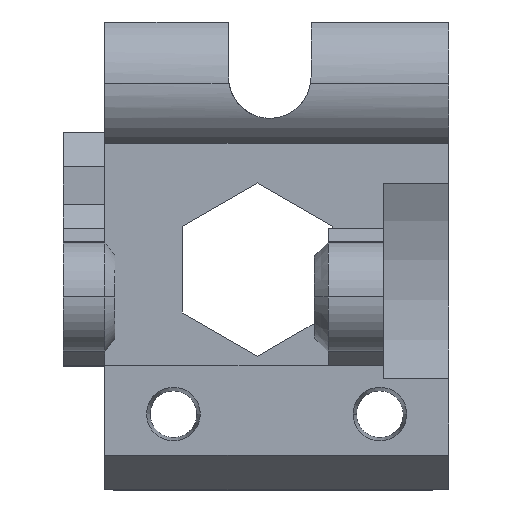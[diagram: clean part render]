
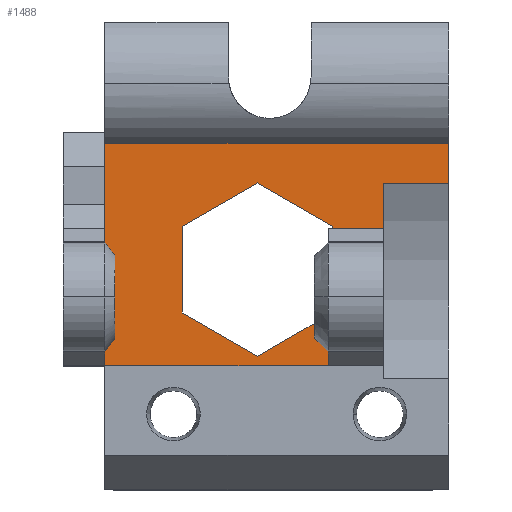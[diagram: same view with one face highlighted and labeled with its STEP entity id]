
A CAD part, top view. The second image highlights one B-rep face of the part: STEP entity #1488.
In plain terms, the highlighted planar face has unit normal (0, 0, 1).
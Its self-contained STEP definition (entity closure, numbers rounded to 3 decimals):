
#24 = CARTESIAN_POINT ( 'NONE',  ( 26.75, 12., -9. ) ) ;
#33 = CARTESIAN_POINT ( 'NONE',  ( 26.75, 32., -9. ) ) ;
#103 = CARTESIAN_POINT ( 'NONE',  ( 31.5, 35.246, -9. ) ) ;
#112 = VERTEX_POINT ( 'NONE', #33 ) ;
#132 = CARTESIAN_POINT ( 'NONE',  ( 12.144, 25.85, -9. ) ) ;
#167 = CARTESIAN_POINT ( 'NONE',  ( 31.5, 38.17, -9. ) ) ;
#212 = ORIENTED_EDGE ( 'NONE', *, *, #2397, .T. ) ;
#223 = VERTEX_POINT ( 'NONE', #132 ) ;
#262 = VERTEX_POINT ( 'NONE', #3593 ) ;
#274 = CARTESIAN_POINT ( 'NONE',  ( 22.75, 12., -9. ) ) ;
#317 = DIRECTION ( 'NONE',  ( 0., 1., 0. ) ) ;
#344 = EDGE_CURVE ( 'NONE', #2607, #262, #4090, .T. ) ;
#397 = LINE ( 'NONE', #24, #3536 ) ;
#404 = CARTESIAN_POINT ( 'NONE',  ( 6.5, 38.17, -9. ) ) ;
#551 = CARTESIAN_POINT ( 'NONE',  ( 14.872, 33.725, -9. ) ) ;
#569 = ORIENTED_EDGE ( 'NONE', *, *, #1546, .T. ) ;
#637 = EDGE_CURVE ( 'NONE', #4018, #3778, #2834, .T. ) ;
#648 = CARTESIAN_POINT ( 'NONE',  ( 6.5, 12., -9. ) ) ;
#655 = LINE ( 'NONE', #2216, #2437 ) ;
#673 = VERTEX_POINT ( 'NONE', #3867 ) ;
#674 = EDGE_LOOP ( 'NONE', ( #1671, #4208, #2886, #3320, #1874, #3714, #2345, #2831, #1314, #4077, #2272, #3640, #212, #2680, #569 ) ) ;
#703 = CARTESIAN_POINT ( 'NONE',  ( 20.328, 33.725, -9. ) ) ;
#712 = EDGE_CURVE ( 'NONE', #3803, #4002, #1742, .T. ) ;
#794 = VECTOR ( 'NONE', #2658, 1000. ) ;
#826 = LINE ( 'NONE', #3468, #1040 ) ;
#838 = LINE ( 'NONE', #703, #3974 ) ;
#847 = DIRECTION ( 'NONE',  ( 0., 1., 0. ) ) ;
#998 = LINE ( 'NONE', #648, #2719 ) ;
#1013 = CARTESIAN_POINT ( 'NONE',  ( 22.75, 22., -9. ) ) ;
#1018 = EDGE_CURVE ( 'NONE', #2986, #673, #4297, .T. ) ;
#1027 = DIRECTION ( 'NONE',  ( 0., -1., 0. ) ) ;
#1033 = DIRECTION ( 'NONE',  ( 0.866, -0.5, 0. ) ) ;
#1040 = VECTOR ( 'NONE', #1423, 1000. ) ;
#1102 = FACE_OUTER_BOUND ( 'NONE', #674, .T. ) ;
#1168 = EDGE_CURVE ( 'NONE', #262, #4461, #838, .T. ) ;
#1227 = PLANE ( 'NONE',  #2836 ) ;
#1292 = EDGE_CURVE ( 'NONE', #2390, #2890, #3270, .T. ) ;
#1314 = ORIENTED_EDGE ( 'NONE', *, *, #344, .T. ) ;
#1376 = CARTESIAN_POINT ( 'NONE',  ( 26.75, 35.246, -9. ) ) ;
#1422 = VECTOR ( 'NONE', #3908, 1000. ) ;
#1423 = DIRECTION ( 'NONE',  ( 1., 0., 0. ) ) ;
#1488 = ADVANCED_FACE ( 'NONE', ( #1102 ), #1227, .T. ) ;
#1541 = VECTOR ( 'NONE', #2155, 1000. ) ;
#1546 = EDGE_CURVE ( 'NONE', #2890, #3803, #4026, .T. ) ;
#1563 = CARTESIAN_POINT ( 'NONE',  ( 31.5, 12., -9. ) ) ;
#1615 = LINE ( 'NONE', #2899, #4276 ) ;
#1624 = DIRECTION ( 'NONE',  ( 0., 1., 0. ) ) ;
#1648 = EDGE_CURVE ( 'NONE', #4002, #4018, #998, .T. ) ;
#1671 = ORIENTED_EDGE ( 'NONE', *, *, #712, .T. ) ;
#1709 = DIRECTION ( 'NONE',  ( 0., -1., 0. ) ) ;
#1742 = LINE ( 'NONE', #2586, #2458 ) ;
#1766 = CARTESIAN_POINT ( 'NONE',  ( 6.5, 12., -9. ) ) ;
#1777 = CARTESIAN_POINT ( 'NONE',  ( 23.056, 32., -9. ) ) ;
#1874 = ORIENTED_EDGE ( 'NONE', *, *, #1018, .T. ) ;
#1875 = CARTESIAN_POINT ( 'NONE',  ( 6.5, 22., -9. ) ) ;
#1876 = CARTESIAN_POINT ( 'NONE',  ( 12.144, 32.15, -9. ) ) ;
#1951 = CARTESIAN_POINT ( 'NONE',  ( 23.056, 12., -9. ) ) ;
#2155 = DIRECTION ( 'NONE',  ( 0., -1., 0. ) ) ;
#2174 = EDGE_CURVE ( 'NONE', #4461, #3186, #2768, .T. ) ;
#2214 = DIRECTION ( 'NONE',  ( 1., 0., 0. ) ) ;
#2216 = CARTESIAN_POINT ( 'NONE',  ( 14.872, 24.275, -9. ) ) ;
#2222 = LINE ( 'NONE', #3080, #4060 ) ;
#2262 = DIRECTION ( 'NONE',  ( -0.866, 0.5, 0. ) ) ;
#2272 = ORIENTED_EDGE ( 'NONE', *, *, #2174, .T. ) ;
#2293 = VECTOR ( 'NONE', #1027, 1000. ) ;
#2345 = ORIENTED_EDGE ( 'NONE', *, *, #3277, .T. ) ;
#2390 = VERTEX_POINT ( 'NONE', #1376 ) ;
#2397 = EDGE_CURVE ( 'NONE', #112, #2390, #397, .T. ) ;
#2406 = CARTESIAN_POINT ( 'NONE',  ( 23.056, 32.15, -9. ) ) ;
#2437 = VECTOR ( 'NONE', #2262, 1000. ) ;
#2458 = VECTOR ( 'NONE', #3622, 1000. ) ;
#2494 = VECTOR ( 'NONE', #2563, 1000. ) ;
#2563 = DIRECTION ( 'NONE',  ( 1., 0., 0. ) ) ;
#2586 = CARTESIAN_POINT ( 'NONE',  ( 31.5, 38.17, -9. ) ) ;
#2607 = VERTEX_POINT ( 'NONE', #1876 ) ;
#2658 = DIRECTION ( 'NONE',  ( 0.866, 0.5, 0. ) ) ;
#2680 = ORIENTED_EDGE ( 'NONE', *, *, #1292, .T. ) ;
#2682 = CARTESIAN_POINT ( 'NONE',  ( 31.5, 35.246, -9. ) ) ;
#2719 = VECTOR ( 'NONE', #1709, 1000. ) ;
#2768 = LINE ( 'NONE', #1951, #2293 ) ;
#2831 = ORIENTED_EDGE ( 'NONE', *, *, #3824, .T. ) ;
#2834 = LINE ( 'NONE', #1766, #1541 ) ;
#2836 = AXIS2_PLACEMENT_3D ( 'NONE', #1563, #4281, #2214 ) ;
#2886 = ORIENTED_EDGE ( 'NONE', *, *, #637, .T. ) ;
#2890 = VERTEX_POINT ( 'NONE', #2682 ) ;
#2899 = CARTESIAN_POINT ( 'NONE',  ( 12.144, 29., -9. ) ) ;
#2986 = VERTEX_POINT ( 'NONE', #1013 ) ;
#3033 = EDGE_CURVE ( 'NONE', #3778, #2986, #826, .T. ) ;
#3080 = CARTESIAN_POINT ( 'NONE',  ( 20.328, 24.275, -9. ) ) ;
#3186 = VERTEX_POINT ( 'NONE', #1777 ) ;
#3189 = EDGE_CURVE ( 'NONE', #3186, #112, #4226, .T. ) ;
#3270 = LINE ( 'NONE', #103, #1422 ) ;
#3277 = EDGE_CURVE ( 'NONE', #4202, #223, #655, .T. ) ;
#3319 = VECTOR ( 'NONE', #1624, 1000. ) ;
#3320 = ORIENTED_EDGE ( 'NONE', *, *, #3033, .T. ) ;
#3468 = CARTESIAN_POINT ( 'NONE',  ( 31.5, 22., -9. ) ) ;
#3536 = VECTOR ( 'NONE', #4468, 1000. ) ;
#3593 = CARTESIAN_POINT ( 'NONE',  ( 17.6, 35.3, -9. ) ) ;
#3622 = DIRECTION ( 'NONE',  ( -1., 0., 0. ) ) ;
#3640 = ORIENTED_EDGE ( 'NONE', *, *, #3189, .T. ) ;
#3713 = CARTESIAN_POINT ( 'NONE',  ( 31.5, 12., -9. ) ) ;
#3714 = ORIENTED_EDGE ( 'NONE', *, *, #3872, .T. ) ;
#3778 = VERTEX_POINT ( 'NONE', #1875 ) ;
#3803 = VERTEX_POINT ( 'NONE', #167 ) ;
#3824 = EDGE_CURVE ( 'NONE', #223, #2607, #1615, .T. ) ;
#3865 = CARTESIAN_POINT ( 'NONE',  ( 6.5, 32., -9. ) ) ;
#3867 = CARTESIAN_POINT ( 'NONE',  ( 22.75, 25.673, -9. ) ) ;
#3872 = EDGE_CURVE ( 'NONE', #673, #4202, #2222, .T. ) ;
#3879 = CARTESIAN_POINT ( 'NONE',  ( 31.5, 32., -9. ) ) ;
#3908 = DIRECTION ( 'NONE',  ( 1., 0., 0. ) ) ;
#3974 = VECTOR ( 'NONE', #1033, 1000. ) ;
#4002 = VERTEX_POINT ( 'NONE', #404 ) ;
#4018 = VERTEX_POINT ( 'NONE', #3865 ) ;
#4026 = LINE ( 'NONE', #3713, #3319 ) ;
#4060 = VECTOR ( 'NONE', #4454, 1000. ) ;
#4077 = ORIENTED_EDGE ( 'NONE', *, *, #1168, .T. ) ;
#4090 = LINE ( 'NONE', #551, #794 ) ;
#4136 = VECTOR ( 'NONE', #317, 1000. ) ;
#4202 = VERTEX_POINT ( 'NONE', #4302 ) ;
#4208 = ORIENTED_EDGE ( 'NONE', *, *, #1648, .T. ) ;
#4226 = LINE ( 'NONE', #3879, #2494 ) ;
#4276 = VECTOR ( 'NONE', #847, 1000. ) ;
#4281 = DIRECTION ( 'NONE',  ( 0., 0., 1. ) ) ;
#4297 = LINE ( 'NONE', #274, #4136 ) ;
#4302 = CARTESIAN_POINT ( 'NONE',  ( 17.6, 22.7, -9. ) ) ;
#4454 = DIRECTION ( 'NONE',  ( -0.866, -0.5, 0. ) ) ;
#4461 = VERTEX_POINT ( 'NONE', #2406 ) ;
#4468 = DIRECTION ( 'NONE',  ( 0., 1., 0. ) ) ;
